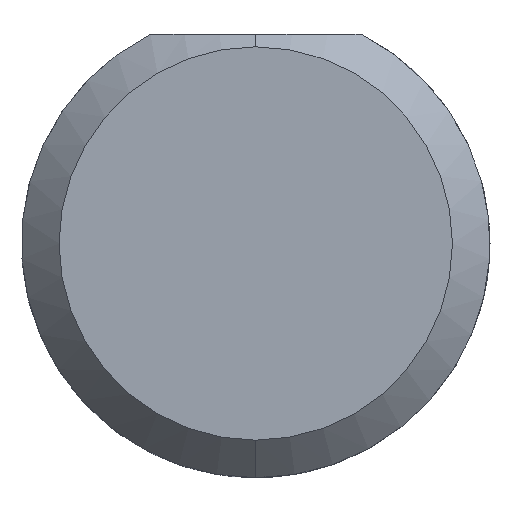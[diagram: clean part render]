
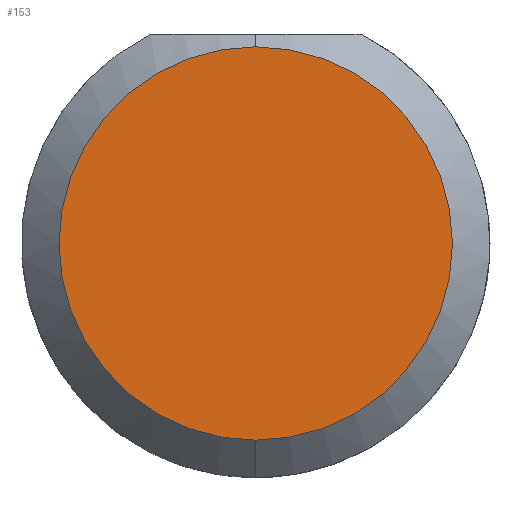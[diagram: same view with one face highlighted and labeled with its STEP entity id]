
A CAD part, left-side view. The second image highlights one B-rep face of the part: STEP entity #153.
In plain terms, the highlighted planar face has unit normal (-1, 0, 0).
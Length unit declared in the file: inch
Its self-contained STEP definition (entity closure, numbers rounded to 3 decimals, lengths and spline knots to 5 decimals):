
#1 = EDGE_LOOP ( 'NONE', ( #378, #779 ) ) ;
#10 = DIRECTION ( 'NONE',  ( 0., 0., -1. ) ) ;
#33 = DIRECTION ( 'NONE',  ( -1., 0., 0. ) ) ;
#55 = CARTESIAN_POINT ( 'NONE',  ( 0., 0., 0.0786 ) ) ;
#73 = CARTESIAN_POINT ( 'NONE',  ( 0., 0., 0. ) ) ;
#104 = VERTEX_POINT ( 'NONE', #55 ) ;
#153 = ADVANCED_FACE ( 'NONE', ( #319 ), #442, .F. ) ;
#198 = CARTESIAN_POINT ( 'NONE',  ( 0., 0., 0. ) ) ;
#205 = AXIS2_PLACEMENT_3D ( 'NONE', #198, #324, #444 ) ;
#213 = EDGE_CURVE ( 'NONE', #104, #448, #272, .T. ) ;
#266 = DIRECTION ( 'NONE',  ( 1., 0., 0. ) ) ;
#271 = AXIS2_PLACEMENT_3D ( 'NONE', #523, #33, #774 ) ;
#272 = CIRCLE ( 'NONE', #205, 0.0786 ) ;
#319 = FACE_OUTER_BOUND ( 'NONE', #1, .T. ) ;
#324 = DIRECTION ( 'NONE',  ( -1., 0., 0. ) ) ;
#378 = ORIENTED_EDGE ( 'NONE', *, *, #663, .T. ) ;
#442 = PLANE ( 'NONE',  #590 ) ;
#444 = DIRECTION ( 'NONE',  ( 0., 0., -1. ) ) ;
#448 = VERTEX_POINT ( 'NONE', #537 ) ;
#504 = CIRCLE ( 'NONE', #271, 0.0786 ) ;
#523 = CARTESIAN_POINT ( 'NONE',  ( 0., 0., 0. ) ) ;
#537 = CARTESIAN_POINT ( 'NONE',  ( 0., 0., -0.0786 ) ) ;
#590 = AXIS2_PLACEMENT_3D ( 'NONE', #73, #266, #10 ) ;
#663 = EDGE_CURVE ( 'NONE', #448, #104, #504, .T. ) ;
#774 = DIRECTION ( 'NONE',  ( 0., 0., -1. ) ) ;
#779 = ORIENTED_EDGE ( 'NONE', *, *, #213, .T. ) ;
